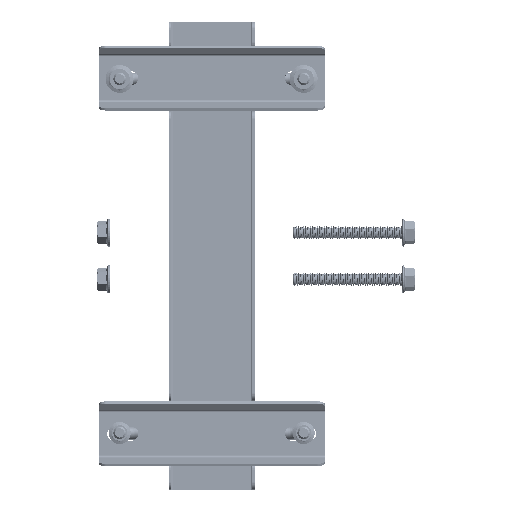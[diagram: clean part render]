
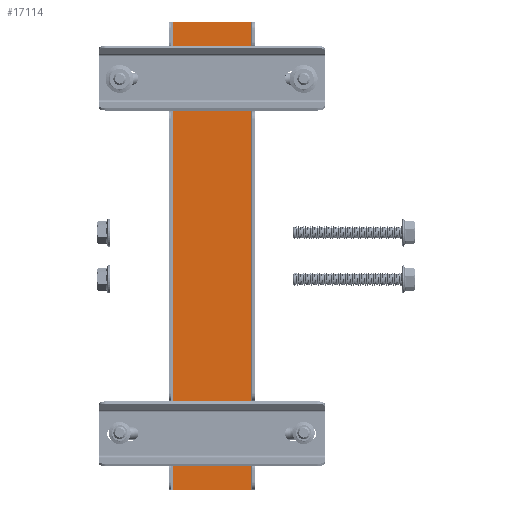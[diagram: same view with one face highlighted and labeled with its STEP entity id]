
A CAD part, top view. The second image highlights one B-rep face of the part: STEP entity #17114.
In plain terms, the highlighted planar face has unit normal (0, 0, 1).
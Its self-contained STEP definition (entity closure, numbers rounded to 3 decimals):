
#2002 = DIRECTION ( 'NONE',  ( 1., 0., 0. ) ) ;
#2739 = CARTESIAN_POINT ( 'NONE',  ( 27.5, 150., 1.5 ) ) ;
#3778 = DIRECTION ( 'NONE',  ( -1., 0., 0. ) ) ;
#4126 = VERTEX_POINT ( 'NONE', #5079 ) ;
#5079 = CARTESIAN_POINT ( 'NONE',  ( -25., -150., 1.5 ) ) ;
#5729 = EDGE_CURVE ( 'NONE', #10516, #19254, #9771, .T. ) ;
#6184 = VECTOR ( 'NONE', #29593, 1000. ) ;
#6845 = LINE ( 'NONE', #25911, #34884 ) ;
#8706 = EDGE_CURVE ( 'NONE', #10516, #4126, #20422, .T. ) ;
#9081 = AXIS2_PLACEMENT_3D ( 'NONE', #26175, #11014, #3778 ) ;
#9771 = LINE ( 'NONE', #2739, #38541 ) ;
#10516 = VERTEX_POINT ( 'NONE', #37556 ) ;
#11014 = DIRECTION ( 'NONE',  ( 0., 0., -1. ) ) ;
#12986 = VECTOR ( 'NONE', #20220, 1000. ) ;
#13263 = ORIENTED_EDGE ( 'NONE', *, *, #19879, .F. ) ;
#14394 = ORIENTED_EDGE ( 'NONE', *, *, #8706, .T. ) ;
#16482 = CARTESIAN_POINT ( 'NONE',  ( 25., -150., 1.5 ) ) ;
#17114 = ADVANCED_FACE ( 'NONE', ( #35902 ), #35484, .F. ) ;
#17735 = CARTESIAN_POINT ( 'NONE',  ( -25., 150., 1.5 ) ) ;
#19254 = VERTEX_POINT ( 'NONE', #40188 ) ;
#19520 = ORIENTED_EDGE ( 'NONE', *, *, #21920, .T. ) ;
#19879 = EDGE_CURVE ( 'NONE', #19254, #33852, #24366, .T. ) ;
#20220 = DIRECTION ( 'NONE',  ( 0., -1., 0. ) ) ;
#20422 = LINE ( 'NONE', #17735, #6184 ) ;
#21920 = EDGE_CURVE ( 'NONE', #4126, #33852, #6845, .T. ) ;
#24366 = LINE ( 'NONE', #39732, #12986 ) ;
#24550 = ORIENTED_EDGE ( 'NONE', *, *, #5729, .F. ) ;
#25911 = CARTESIAN_POINT ( 'NONE',  ( 27.5, -150., 1.5 ) ) ;
#26175 = CARTESIAN_POINT ( 'NONE',  ( 27.5, 150., 1.5 ) ) ;
#29593 = DIRECTION ( 'NONE',  ( 0., -1., 0. ) ) ;
#33852 = VERTEX_POINT ( 'NONE', #16482 ) ;
#34243 = DIRECTION ( 'NONE',  ( 1., 0., 0. ) ) ;
#34884 = VECTOR ( 'NONE', #2002, 1000. ) ;
#35484 = PLANE ( 'NONE',  #9081 ) ;
#35902 = FACE_OUTER_BOUND ( 'NONE', #39599, .T. ) ;
#37556 = CARTESIAN_POINT ( 'NONE',  ( -25., 150., 1.5 ) ) ;
#38541 = VECTOR ( 'NONE', #34243, 1000. ) ;
#39599 = EDGE_LOOP ( 'NONE', ( #19520, #13263, #24550, #14394 ) ) ;
#39732 = CARTESIAN_POINT ( 'NONE',  ( 25., 150., 1.5 ) ) ;
#40188 = CARTESIAN_POINT ( 'NONE',  ( 25., 150., 1.5 ) ) ;
